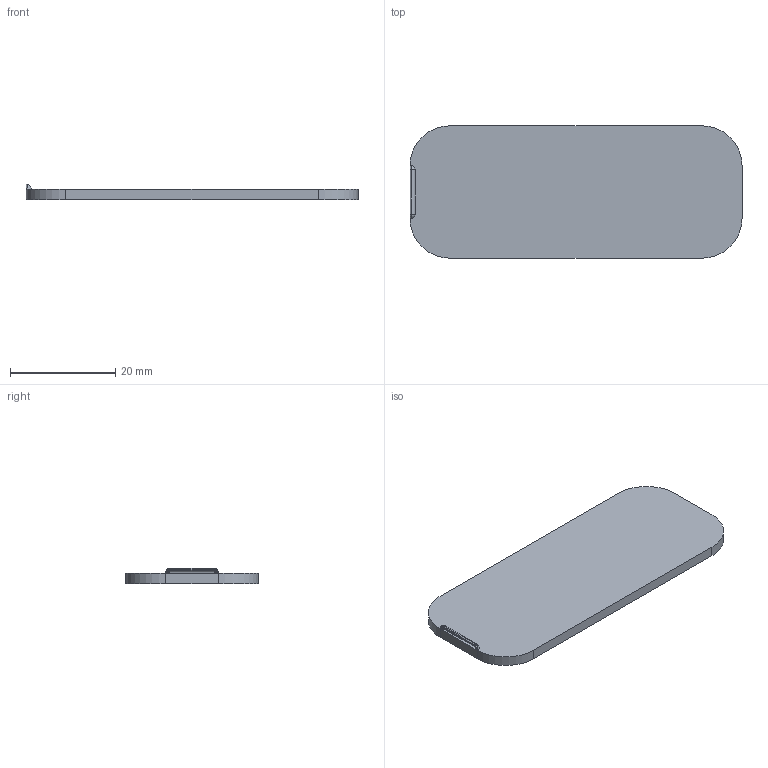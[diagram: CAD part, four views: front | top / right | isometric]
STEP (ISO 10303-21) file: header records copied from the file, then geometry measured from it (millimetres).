
FILE_DESCRIPTION(/* description */ (''),/* implementation_level */ '2;1');
FILE_NAME(/* name */ 'Motiv_Cap_Window_Transparent.step',/* time_stamp */ '2024-01-19T11:40:27+01:00',/* author */ (''),/* organization */ (''),/* preprocessor_version */ 'ST-DEVELOPER v20',/* originating_system */ 'Autodesk Translation Framework v12.14.0.127',/* authorisation */ '');
FILE_SCHEMA (('AUTOMOTIVE_DESIGN { 1 0 10303 214 3 1 1 }'));
Length unit declared in the file: millimetre
Products named in the file (1): Window
Bounding box: 63.2 x 25.2 x 2.98 mm (x, y, z)
Volume: 3091.7 mm3; surface area: 3435.2 mm2
Topology: 1 solids, 1 shells, 31 faces, 76 edges, 48 vertices
Faces by surface type: cylinder 12, plane 11, bspline 8
Entity records: 1137 total; most frequent: CARTESIAN_POINT 379, ORIENTED_EDGE 152, DIRECTION 148, EDGE_CURVE 76, AXIS2_PLACEMENT_3D 56, VERTEX_POINT 48, LINE 36, VECTOR 36
